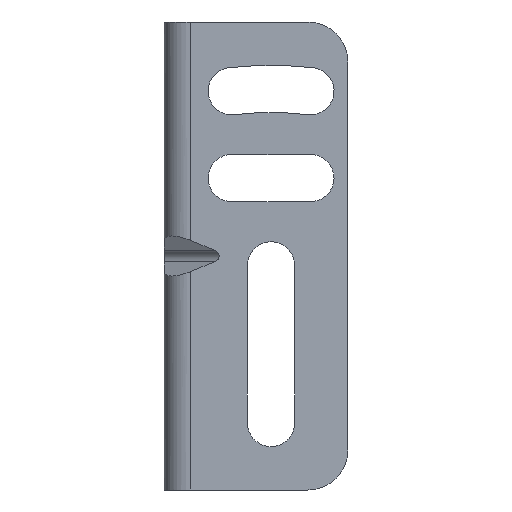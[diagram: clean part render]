
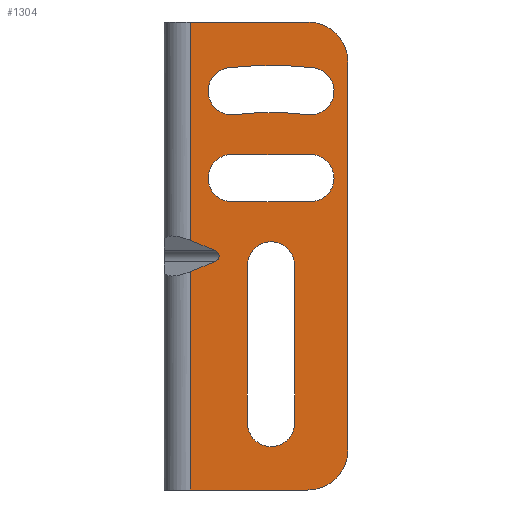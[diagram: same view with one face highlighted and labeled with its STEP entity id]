
A CAD part, front view. The second image highlights one B-rep face of the part: STEP entity #1304.
In plain terms, the highlighted planar face has unit normal (0, -1, 0).
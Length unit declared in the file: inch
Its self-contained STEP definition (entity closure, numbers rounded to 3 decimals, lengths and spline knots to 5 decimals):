
#15=FACE_BOUND('',#189,.T.);
#16=FACE_BOUND('',#190,.T.);
#17=FACE_BOUND('',#191,.T.);
#56=ELLIPSE('',#1387,0.02828,0.02);
#119=FACE_OUTER_BOUND('',#188,.T.);
#188=EDGE_LOOP('',(#910,#911,#912,#913,#914,#915,#916,#917,#918,#919));
#189=EDGE_LOOP('',(#920,#921,#922,#923));
#190=EDGE_LOOP('',(#924,#925,#926,#927));
#191=EDGE_LOOP('',(#928,#929,#930,#931));
#298=CIRCLE('',#1383,0.12);
#300=CIRCLE('',#1386,0.12);
#301=CIRCLE('',#1388,0.0705);
#302=CIRCLE('',#1389,0.0705);
#303=CIRCLE('',#1390,0.0705);
#304=CIRCLE('',#1391,1.0705);
#305=CIRCLE('',#1392,0.0705);
#306=CIRCLE('',#1393,0.9295);
#307=CIRCLE('',#1394,0.0705);
#308=CIRCLE('',#1395,0.0705);
#395=LINE('',#2000,#483);
#401=LINE('',#2020,#489);
#402=LINE('',#2024,#490);
#403=LINE('',#2026,#491);
#404=LINE('',#2028,#492);
#405=LINE('',#2032,#493);
#406=LINE('',#2033,#494);
#407=LINE('',#2038,#495);
#408=LINE('',#2041,#496);
#409=LINE('',#2052,#497);
#410=LINE('',#2056,#498);
#483=VECTOR('',#1559,0.351);
#489=VECTOR('',#1577,1.16);
#490=VECTOR('',#1580,0.351);
#491=VECTOR('',#1581,0.65344);
#492=VECTOR('',#1582,0.07736);
#493=VECTOR('',#1585,0.07736);
#494=VECTOR('',#1586,0.65344);
#495=VECTOR('',#1589,0.472);
#496=VECTOR('',#1592,0.472);
#497=VECTOR('',#1601,0.236);
#498=VECTOR('',#1604,0.236);
#571=VERTEX_POINT('',#1997);
#572=VERTEX_POINT('',#1999);
#578=VERTEX_POINT('',#2013);
#580=VERTEX_POINT('',#2019);
#581=VERTEX_POINT('',#2021);
#582=VERTEX_POINT('',#2023);
#583=VERTEX_POINT('',#2025);
#584=VERTEX_POINT('',#2027);
#585=VERTEX_POINT('',#2029);
#586=VERTEX_POINT('',#2031);
#587=VERTEX_POINT('',#2034);
#588=VERTEX_POINT('',#2035);
#589=VERTEX_POINT('',#2037);
#590=VERTEX_POINT('',#2039);
#591=VERTEX_POINT('',#2042);
#592=VERTEX_POINT('',#2043);
#593=VERTEX_POINT('',#2045);
#594=VERTEX_POINT('',#2047);
#595=VERTEX_POINT('',#2050);
#596=VERTEX_POINT('',#2051);
#597=VERTEX_POINT('',#2053);
#598=VERTEX_POINT('',#2055);
#705=EDGE_CURVE('',#572,#571,#395,.T.);
#712=EDGE_CURVE('',#571,#578,#298,.T.);
#715=EDGE_CURVE('',#578,#580,#401,.T.);
#716=EDGE_CURVE('',#580,#581,#300,.T.);
#717=EDGE_CURVE('',#582,#581,#402,.T.);
#718=EDGE_CURVE('',#583,#582,#403,.T.);
#719=EDGE_CURVE('',#584,#583,#404,.T.);
#720=EDGE_CURVE('',#584,#585,#56,.T.);
#721=EDGE_CURVE('',#585,#586,#405,.T.);
#722=EDGE_CURVE('',#572,#586,#406,.T.);
#723=EDGE_CURVE('',#587,#588,#301,.T.);
#724=EDGE_CURVE('',#588,#589,#407,.T.);
#725=EDGE_CURVE('',#589,#590,#302,.T.);
#726=EDGE_CURVE('',#590,#587,#408,.T.);
#727=EDGE_CURVE('',#591,#592,#303,.T.);
#728=EDGE_CURVE('',#592,#593,#304,.T.);
#729=EDGE_CURVE('',#593,#594,#305,.T.);
#730=EDGE_CURVE('',#591,#594,#306,.T.);
#731=EDGE_CURVE('',#595,#596,#409,.T.);
#732=EDGE_CURVE('',#596,#597,#307,.T.);
#733=EDGE_CURVE('',#597,#598,#410,.T.);
#734=EDGE_CURVE('',#598,#595,#308,.T.);
#910=ORIENTED_EDGE('',*,*,#712,.T.);
#911=ORIENTED_EDGE('',*,*,#715,.T.);
#912=ORIENTED_EDGE('',*,*,#716,.T.);
#913=ORIENTED_EDGE('',*,*,#717,.F.);
#914=ORIENTED_EDGE('',*,*,#718,.F.);
#915=ORIENTED_EDGE('',*,*,#719,.F.);
#916=ORIENTED_EDGE('',*,*,#720,.T.);
#917=ORIENTED_EDGE('',*,*,#721,.T.);
#918=ORIENTED_EDGE('',*,*,#722,.F.);
#919=ORIENTED_EDGE('',*,*,#705,.T.);
#920=ORIENTED_EDGE('',*,*,#723,.T.);
#921=ORIENTED_EDGE('',*,*,#724,.T.);
#922=ORIENTED_EDGE('',*,*,#725,.T.);
#923=ORIENTED_EDGE('',*,*,#726,.T.);
#924=ORIENTED_EDGE('',*,*,#727,.T.);
#925=ORIENTED_EDGE('',*,*,#728,.T.);
#926=ORIENTED_EDGE('',*,*,#729,.T.);
#927=ORIENTED_EDGE('',*,*,#730,.F.);
#928=ORIENTED_EDGE('',*,*,#731,.T.);
#929=ORIENTED_EDGE('',*,*,#732,.T.);
#930=ORIENTED_EDGE('',*,*,#733,.T.);
#931=ORIENTED_EDGE('',*,*,#734,.T.);
#1287=PLANE('',#1385);
#1304=ADVANCED_FACE('',(#119,#15,#16,#17),#1287,.T.);
#1383=AXIS2_PLACEMENT_3D('',#2014,#1570,#1571);
#1385=AXIS2_PLACEMENT_3D('',#2018,#1575,#1576);
#1386=AXIS2_PLACEMENT_3D('',#2022,#1578,#1579);
#1387=AXIS2_PLACEMENT_3D('',#2030,#1583,#1584);
#1388=AXIS2_PLACEMENT_3D('',#2036,#1587,#1588);
#1389=AXIS2_PLACEMENT_3D('',#2040,#1590,#1591);
#1390=AXIS2_PLACEMENT_3D('',#2044,#1593,#1594);
#1391=AXIS2_PLACEMENT_3D('',#2046,#1595,#1596);
#1392=AXIS2_PLACEMENT_3D('',#2048,#1597,#1598);
#1393=AXIS2_PLACEMENT_3D('',#2049,#1599,#1600);
#1394=AXIS2_PLACEMENT_3D('',#2054,#1602,#1603);
#1395=AXIS2_PLACEMENT_3D('',#2057,#1605,#1606);
#1559=DIRECTION('',(1.,0.,0.));
#1570=DIRECTION('center_axis',(0.,-1.,0.));
#1571=DIRECTION('ref_axis',(0.,0.,-1.));
#1575=DIRECTION('center_axis',(0.,-1.,0.));
#1576=DIRECTION('ref_axis',(1.,0.,0.));
#1577=DIRECTION('',(0.,0.,1.));
#1578=DIRECTION('center_axis',(0.,-1.,0.));
#1579=DIRECTION('ref_axis',(1.,0.,0.));
#1580=DIRECTION('',(1.,0.,0.));
#1581=DIRECTION('',(0.,0.,1.));
#1582=DIRECTION('',(-0.926,0.,0.378));
#1583=DIRECTION('center_axis',(0.,1.,0.));
#1584=DIRECTION('ref_axis',(-1.,0.,0.));
#1585=DIRECTION('',(-0.926,0.,-0.378));
#1586=DIRECTION('',(0.,0.,1.));
#1587=DIRECTION('center_axis',(0.,1.,0.));
#1588=DIRECTION('ref_axis',(-1.,0.,0.));
#1589=DIRECTION('',(0.,0.,-1.));
#1590=DIRECTION('center_axis',(0.,1.,0.));
#1591=DIRECTION('ref_axis',(1.,0.,0.));
#1592=DIRECTION('',(0.,0.,1.));
#1593=DIRECTION('center_axis',(0.,1.,0.));
#1594=DIRECTION('ref_axis',(0.118,0.,-0.993));
#1595=DIRECTION('center_axis',(0.,1.,0.));
#1596=DIRECTION('ref_axis',(-0.118,0.,0.993));
#1597=DIRECTION('center_axis',(0.,1.,0.));
#1598=DIRECTION('ref_axis',(0.118,0.,0.993));
#1599=DIRECTION('center_axis',(0.,1.,0.));
#1600=DIRECTION('ref_axis',(-0.118,0.,0.993));
#1601=DIRECTION('',(1.,0.,0.));
#1602=DIRECTION('center_axis',(0.,1.,0.));
#1603=DIRECTION('ref_axis',(0.,0.,1.));
#1604=DIRECTION('',(-1.,0.,0.));
#1605=DIRECTION('center_axis',(0.,1.,0.));
#1606=DIRECTION('ref_axis',(0.,0.,-1.));
#1997=CARTESIAN_POINT('',(0.43,0.,-0.7));
#1999=CARTESIAN_POINT('',(0.079,0.,-0.7));
#2000=CARTESIAN_POINT('',(0.079,0.,-0.7));
#2013=CARTESIAN_POINT('',(0.55,0.,-0.58));
#2014=CARTESIAN_POINT('Origin',(0.43,0.,-0.58));
#2018=CARTESIAN_POINT('Origin',(0.,0.,-0.7));
#2019=CARTESIAN_POINT('',(0.55,0.,0.58));
#2020=CARTESIAN_POINT('',(0.55,0.,-0.58));
#2021=CARTESIAN_POINT('',(0.43,0.,0.7));
#2022=CARTESIAN_POINT('Origin',(0.43,0.,0.58));
#2023=CARTESIAN_POINT('',(0.079,0.,0.7));
#2024=CARTESIAN_POINT('',(0.079,0.,0.7));
#2025=CARTESIAN_POINT('',(0.079,0.,0.04656));
#2026=CARTESIAN_POINT('',(0.079,0.,0.04656));
#2027=CARTESIAN_POINT('',(0.15062,0.,0.01732));
#2028=CARTESIAN_POINT('',(0.15062,0.,0.01732));
#2029=CARTESIAN_POINT('',(0.15062,0.,-0.01732));
#2030=CARTESIAN_POINT('Origin',(0.13648,0.,0.));
#2031=CARTESIAN_POINT('',(0.079,0.,-0.04656));
#2032=CARTESIAN_POINT('',(0.15062,0.,-0.01732));
#2033=CARTESIAN_POINT('',(0.079,0.,-0.7));
#2034=CARTESIAN_POINT('',(0.2495,0.,-0.028));
#2035=CARTESIAN_POINT('',(0.3905,0.,-0.028));
#2036=CARTESIAN_POINT('Origin',(0.32,0.,-0.028));
#2037=CARTESIAN_POINT('',(0.3905,0.,-0.5));
#2038=CARTESIAN_POINT('',(0.3905,0.,-0.028));
#2039=CARTESIAN_POINT('',(0.2495,0.,-0.5));
#2040=CARTESIAN_POINT('Origin',(0.32,0.,-0.5));
#2041=CARTESIAN_POINT('',(0.2495,0.,-0.5));
#2042=CARTESIAN_POINT('',(0.21032,0.,0.42301));
#2043=CARTESIAN_POINT('',(0.19368,0.,0.56302));
#2044=CARTESIAN_POINT('Origin',(0.202,0.,0.49301));
#2045=CARTESIAN_POINT('',(0.44632,0.,0.56302));
#2046=CARTESIAN_POINT('Origin',(0.32,0.,-0.5));
#2047=CARTESIAN_POINT('',(0.42968,0.,0.42301));
#2048=CARTESIAN_POINT('Origin',(0.438,0.,0.49301));
#2049=CARTESIAN_POINT('Origin',(0.32,0.,-0.5));
#2050=CARTESIAN_POINT('',(0.202,0.,0.3035));
#2051=CARTESIAN_POINT('',(0.438,0.,0.3035));
#2052=CARTESIAN_POINT('',(0.202,0.,0.3035));
#2053=CARTESIAN_POINT('',(0.438,0.,0.1625));
#2054=CARTESIAN_POINT('Origin',(0.438,0.,0.233));
#2055=CARTESIAN_POINT('',(0.202,0.,0.1625));
#2056=CARTESIAN_POINT('',(0.438,0.,0.1625));
#2057=CARTESIAN_POINT('Origin',(0.202,0.,0.233));
